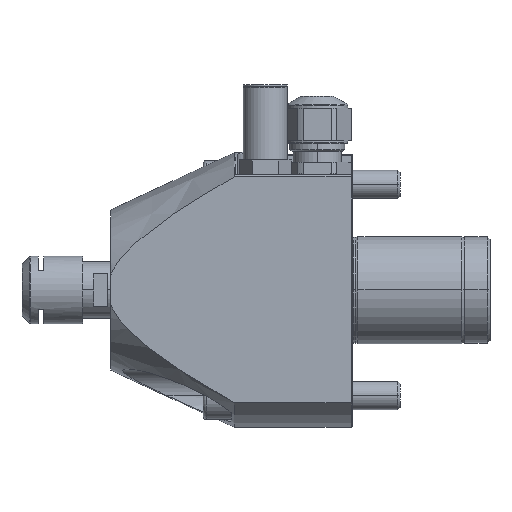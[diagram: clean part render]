
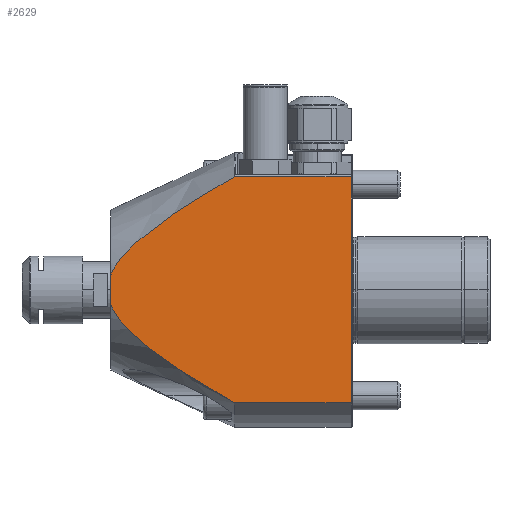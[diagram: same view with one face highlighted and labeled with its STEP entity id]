
A CAD part, top view. The second image highlights one B-rep face of the part: STEP entity #2629.
In plain terms, the highlighted planar face has unit normal (0, 0, 1).
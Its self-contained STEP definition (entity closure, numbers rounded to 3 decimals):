
#2315 = VERTEX_POINT ( 'NONE', #6876 ) ;
#2352 = VERTEX_POINT ( 'NONE', #7232 ) ;
#2356 = VERTEX_POINT ( 'NONE', #7096 ) ;
#2441 = VERTEX_POINT ( 'NONE', #7361 ) ;
#2446 = EDGE_CURVE ( 'NONE', #2441, #2315, #7336, .T. ) ;
#2447 = VERTEX_POINT ( 'NONE', #7360 ) ;
#2459 = EDGE_CURVE ( 'NONE', #2447, #2315, #7427, .T. ) ;
#2484 = EDGE_CURVE ( 'NONE', #2352, #2356, #7270, .T. ) ;
#2582 = VERTEX_POINT ( 'NONE', #7578 ) ;
#2585 = EDGE_CURVE ( 'NONE', #2447, #2582, #7603, .T. ) ;
#2611 = EDGE_CURVE ( 'NONE', #2352, #2582, #7775, .T. ) ;
#2612 = EDGE_CURVE ( 'NONE', #2356, #2441, #7821, .T. ) ;
#2613 = ORIENTED_EDGE ( 'NONE', *, *, #2612, .T. ) ;
#2628 = EDGE_LOOP ( 'NONE', ( #2631, #2853, #2613, #2854, #2688, #2852 ) ) ;
#2629 = ADVANCED_FACE ( 'NONE', ( #7693 ), #7698, .T. ) ;
#2631 = ORIENTED_EDGE ( 'NONE', *, *, #2611, .F. ) ;
#2688 = ORIENTED_EDGE ( 'NONE', *, *, #2459, .F. ) ;
#2852 = ORIENTED_EDGE ( 'NONE', *, *, #2585, .T. ) ;
#2853 = ORIENTED_EDGE ( 'NONE', *, *, #2484, .T. ) ;
#2854 = ORIENTED_EDGE ( 'NONE', *, *, #2446, .T. ) ;
#6625 = CARTESIAN_POINT ( 'NONE',  ( -63., -2.61, 14. ) ) ;
#6633 = CARTESIAN_POINT ( 'NONE',  ( -62.502, -3.704, 14. ) ) ;
#6634 = CARTESIAN_POINT ( 'NONE',  ( -62.778, -3.175, 14. ) ) ;
#6765 = CARTESIAN_POINT ( 'NONE',  ( -61.879, -4.712, 14. ) ) ;
#6876 = CARTESIAN_POINT ( 'NONE',  ( -63., 2.61, 14. ) ) ;
#7023 = CARTESIAN_POINT ( 'NONE',  ( -60.39, -6.566, 14. ) ) ;
#7024 = CARTESIAN_POINT ( 'NONE',  ( -60.788, -6.119, 14. ) ) ;
#7027 = CARTESIAN_POINT ( 'NONE',  ( -59.133, -7.845, 14. ) ) ;
#7028 = CARTESIAN_POINT ( 'NONE',  ( -59.561, -7.43, 14. ) ) ;
#7030 = CARTESIAN_POINT ( 'NONE',  ( -61.532, -5.192, 14. ) ) ;
#7033 = CARTESIAN_POINT ( 'NONE',  ( -51.168, -13.979, 14. ) ) ;
#7034 = CARTESIAN_POINT ( 'NONE',  ( -54.082, -11.95, 14. ) ) ;
#7040 = CARTESIAN_POINT ( 'NONE',  ( -55.039, -11.254, 14. ) ) ;
#7053 = CARTESIAN_POINT ( 'NONE',  ( -57.821, -9.051, 14. ) ) ;
#7096 = CARTESIAN_POINT ( 'NONE',  ( -20.2, 20.106, 14. ) ) ;
#7162 = CARTESIAN_POINT ( 'NONE',  ( -56.908, -9.804, 14. ) ) ;
#7232 = CARTESIAN_POINT ( 'NONE',  ( -20.2, -20.106, 14. ) ) ;
#7269 = CARTESIAN_POINT ( 'NONE',  ( -20.2, 20.106, 14. ) ) ;
#7270 = LINE ( 'NONE', #7269, #7284 ) ;
#7280 = CARTESIAN_POINT ( 'NONE',  ( -43.065, -18.933, 14. ) ) ;
#7283 = DIRECTION ( 'NONE',  ( 0., 1., 0. ) ) ;
#7284 = VECTOR ( 'NONE', #7283, 1000. ) ;
#7290 = CARTESIAN_POINT ( 'NONE',  ( -63., 2.61, 14. ) ) ;
#7302 = CARTESIAN_POINT ( 'NONE',  ( -56.921, 9.794, 14. ) ) ;
#7303 = CARTESIAN_POINT ( 'NONE',  ( -55.048, 11.248, 14. ) ) ;
#7304 = CARTESIAN_POINT ( 'NONE',  ( -54.087, 11.946, 14. ) ) ;
#7312 = CARTESIAN_POINT ( 'NONE',  ( -59.573, 7.418, 14. ) ) ;
#7313 = CARTESIAN_POINT ( 'NONE',  ( -59.145, 7.833, 14. ) ) ;
#7314 = CARTESIAN_POINT ( 'NONE',  ( -57.835, 9.039, 14. ) ) ;
#7319 = CARTESIAN_POINT ( 'NONE',  ( -43.064, 18.933, 14. ) ) ;
#7320 = CARTESIAN_POINT ( 'NONE',  ( -41., 20.106, 14. ) ) ;
#7329 = CARTESIAN_POINT ( 'NONE',  ( -51.162, 13.983, 14. ) ) ;
#7330 = CARTESIAN_POINT ( 'NONE',  ( -49.162, 15.26, 14. ) ) ;
#7331 = CARTESIAN_POINT ( 'NONE',  ( -45.114, 17.736, 14. ) ) ;
#7336 = B_SPLINE_CURVE_WITH_KNOTS ( 'NONE', 3,
 ( #7320, #7319, #7331, #7330, #7329, #7304, #7303, #7302, #7314, #7313, #7312, #7342, #7341, #7340, #7364, #7363, #7362, #7290 ),
 .UNSPECIFIED., .F., .F.,
 ( 4, 2, 2, 2, 2, 2, 2, 2, 4 ),
 ( 0., 0.007, 0.014, 0.018, 0.021, 0.023, 0.025, 0.027, 0.028 ),
 .UNSPECIFIED. ) ;
#7340 = CARTESIAN_POINT ( 'NONE',  ( -61.531, 5.194, 14. ) ) ;
#7341 = CARTESIAN_POINT ( 'NONE',  ( -60.79, 6.116, 14. ) ) ;
#7342 = CARTESIAN_POINT ( 'NONE',  ( -60.396, 6.559, 14. ) ) ;
#7350 = DIRECTION ( 'NONE',  ( 0., 1., 0. ) ) ;
#7351 = VECTOR ( 'NONE', #7350, 1000. ) ;
#7352 = CARTESIAN_POINT ( 'NONE',  ( -63., 20.106, 14. ) ) ;
#7353 = CARTESIAN_POINT ( 'NONE',  ( -41., -20.106, 14. ) ) ;
#7360 = CARTESIAN_POINT ( 'NONE',  ( -63., -2.61, 14. ) ) ;
#7361 = CARTESIAN_POINT ( 'NONE',  ( -41., 20.106, 14. ) ) ;
#7362 = CARTESIAN_POINT ( 'NONE',  ( -62.78, 3.169, 14. ) ) ;
#7363 = CARTESIAN_POINT ( 'NONE',  ( -62.502, 3.704, 14. ) ) ;
#7364 = CARTESIAN_POINT ( 'NONE',  ( -61.878, 4.715, 14. ) ) ;
#7380 = CARTESIAN_POINT ( 'NONE',  ( -49.167, -15.258, 14. ) ) ;
#7397 = CARTESIAN_POINT ( 'NONE',  ( -45.115, -17.735, 14. ) ) ;
#7427 = LINE ( 'NONE', #7352, #7351 ) ;
#7578 = CARTESIAN_POINT ( 'NONE',  ( -41., -20.106, 14. ) ) ;
#7603 = B_SPLINE_CURVE_WITH_KNOTS ( 'NONE', 3,
 ( #6625, #6634, #6633, #6765, #7030, #7024, #7023, #7028, #7027, #7053, #7162, #7040, #7034, #7033, #7380, #7397, #7280, #7353 ),
 .UNSPECIFIED., .F., .F.,
 ( 4, 2, 2, 2, 2, 2, 2, 2, 4 ),
 ( 0., 0.002, 0.004, 0.005, 0.007, 0.011, 0.014, 0.021, 0.028 ),
 .UNSPECIFIED. ) ;
#7686 = DIRECTION ( 'NONE',  ( 0., -1., 0. ) ) ;
#7687 = DIRECTION ( 'NONE',  ( 0., 0., 1. ) ) ;
#7688 = CARTESIAN_POINT ( 'NONE',  ( 0., 20.106, 14. ) ) ;
#7689 = AXIS2_PLACEMENT_3D ( 'NONE', #7688, #7687, #7686 ) ;
#7693 = FACE_OUTER_BOUND ( 'NONE', #2628, .T. ) ;
#7698 = PLANE ( 'NONE',  #7689 ) ;
#7774 = CARTESIAN_POINT ( 'NONE',  ( 0., -20.106, 14. ) ) ;
#7775 = LINE ( 'NONE', #7774, #7778 ) ;
#7777 = DIRECTION ( 'NONE',  ( -1., 0., 0. ) ) ;
#7778 = VECTOR ( 'NONE', #7777, 1000. ) ;
#7818 = DIRECTION ( 'NONE',  ( -1., 0., 0. ) ) ;
#7819 = VECTOR ( 'NONE', #7818, 1000. ) ;
#7820 = CARTESIAN_POINT ( 'NONE',  ( 0., 20.106, 14. ) ) ;
#7821 = LINE ( 'NONE', #7820, #7819 ) ;
